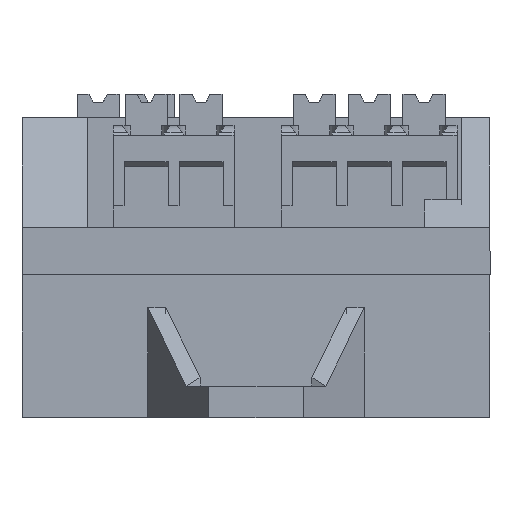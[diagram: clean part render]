
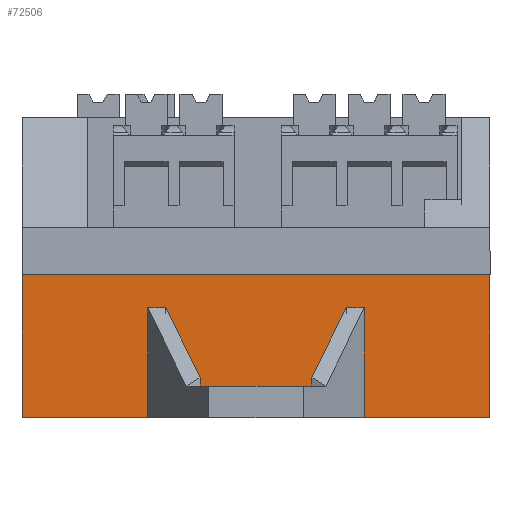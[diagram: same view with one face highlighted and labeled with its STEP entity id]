
A CAD part, left-side view. The second image highlights one B-rep face of the part: STEP entity #72506.
In plain terms, the highlighted face is planar.
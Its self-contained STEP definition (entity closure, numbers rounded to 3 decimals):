
#1277 = ORIENTED_EDGE ( 'NONE', *, *, #40213, .T. ) ;
#1508 = VECTOR ( 'NONE', #144855, 1000. ) ;
#3985 = LINE ( 'NONE', #7983, #153376 ) ;
#4688 = PLANE ( 'NONE',  #28288 ) ;
#7983 = CARTESIAN_POINT ( 'NONE',  ( 34.45, 2., -5.755 ) ) ;
#9018 = LINE ( 'NONE', #17106, #14681 ) ;
#9843 = CARTESIAN_POINT ( 'NONE',  ( 34.45, 7., 6.9 ) ) ;
#12370 = VECTOR ( 'NONE', #92105, 1000. ) ;
#13357 = VECTOR ( 'NONE', #154453, 1000. ) ;
#14681 = VECTOR ( 'NONE', #42193, 1000. ) ;
#16145 = VERTEX_POINT ( 'NONE', #56880 ) ;
#17106 = CARTESIAN_POINT ( 'NONE',  ( 34.45, 2., 5.755 ) ) ;
#17715 = VERTEX_POINT ( 'NONE', #76572 ) ;
#18117 = EDGE_CURVE ( 'NONE', #17715, #151848, #63718, .T. ) ;
#18155 = CARTESIAN_POINT ( 'NONE',  ( 34.45, 0., 14.9 ) ) ;
#20489 = CARTESIAN_POINT ( 'NONE',  ( 34.45, 7., -6.9 ) ) ;
#21479 = LINE ( 'NONE', #148992, #143992 ) ;
#23457 = CARTESIAN_POINT ( 'NONE',  ( 34.45, 7., 6.9 ) ) ;
#24396 = LINE ( 'NONE', #110039, #1508 ) ;
#25374 = EDGE_CURVE ( 'NONE', #114951, #42590, #39241, .T. ) ;
#26036 = DIRECTION ( 'NONE',  ( 0., 0., -1. ) ) ;
#28288 = AXIS2_PLACEMENT_3D ( 'NONE', #78535, #52338, #29274 ) ;
#28889 = VERTEX_POINT ( 'NONE', #136726 ) ;
#29274 = DIRECTION ( 'NONE',  ( 0., 0., 1. ) ) ;
#32707 = ORIENTED_EDGE ( 'NONE', *, *, #153119, .F. ) ;
#32823 = EDGE_CURVE ( 'NONE', #106541, #42590, #83099, .T. ) ;
#36219 = VERTEX_POINT ( 'NONE', #52933 ) ;
#39018 = ORIENTED_EDGE ( 'NONE', *, *, #70246, .T. ) ;
#39241 = LINE ( 'NONE', #9843, #115933 ) ;
#40213 = EDGE_CURVE ( 'NONE', #81902, #108775, #64453, .T. ) ;
#40307 = ORIENTED_EDGE ( 'NONE', *, *, #67658, .T. ) ;
#41856 = EDGE_CURVE ( 'NONE', #36219, #81902, #94710, .T. ) ;
#41948 = LINE ( 'NONE', #132279, #76346 ) ;
#42193 = DIRECTION ( 'NONE',  ( 0., 0., 1. ) ) ;
#42590 = VERTEX_POINT ( 'NONE', #146390 ) ;
#51561 = DIRECTION ( 'NONE',  ( 0., 1., 0. ) ) ;
#52338 = DIRECTION ( 'NONE',  ( -1., 0., 0. ) ) ;
#52933 = CARTESIAN_POINT ( 'NONE',  ( 34.45, 9.1, 14.9 ) ) ;
#56880 = CARTESIAN_POINT ( 'NONE',  ( 34.45, 0., -6.9 ) ) ;
#57084 = CARTESIAN_POINT ( 'NONE',  ( 34.45, 7., 6.9 ) ) ;
#58333 = CARTESIAN_POINT ( 'NONE',  ( 34.45, 9.1, -14.9 ) ) ;
#60936 = VERTEX_POINT ( 'NONE', #58333 ) ;
#60940 = DIRECTION ( 'NONE',  ( 0., 0., -1. ) ) ;
#62724 = ORIENTED_EDGE ( 'NONE', *, *, #95919, .F. ) ;
#63718 = LINE ( 'NONE', #23457, #92420 ) ;
#63923 = DIRECTION ( 'NONE',  ( 0., 0., -1. ) ) ;
#64453 = LINE ( 'NONE', #111686, #85450 ) ;
#67658 = EDGE_CURVE ( 'NONE', #28889, #17715, #3985, .T. ) ;
#67982 = FACE_OUTER_BOUND ( 'NONE', #137247, .T. ) ;
#70010 = VECTOR ( 'NONE', #91679, 1000. ) ;
#70246 = EDGE_CURVE ( 'NONE', #60936, #36219, #24396, .T. ) ;
#71167 = VERTEX_POINT ( 'NONE', #91630 ) ;
#72506 = ADVANCED_FACE ( 'NONE', ( #67982 ), #4688, .F. ) ;
#76346 = VECTOR ( 'NONE', #107685, 1000. ) ;
#76572 = CARTESIAN_POINT ( 'NONE',  ( 34.45, 7., -5.755 ) ) ;
#77483 = CARTESIAN_POINT ( 'NONE',  ( 34.45, 7., 6.9 ) ) ;
#78535 = CARTESIAN_POINT ( 'NONE',  ( 34.45, 16.1, -14.9 ) ) ;
#81902 = VERTEX_POINT ( 'NONE', #18155 ) ;
#83099 = LINE ( 'NONE', #124868, #144353 ) ;
#85450 = VECTOR ( 'NONE', #26036, 1000. ) ;
#88160 = ORIENTED_EDGE ( 'NONE', *, *, #41856, .T. ) ;
#88427 = ORIENTED_EDGE ( 'NONE', *, *, #25374, .T. ) ;
#89448 = EDGE_CURVE ( 'NONE', #16145, #71167, #21479, .T. ) ;
#89458 = ORIENTED_EDGE ( 'NONE', *, *, #32823, .F. ) ;
#91630 = CARTESIAN_POINT ( 'NONE',  ( 34.45, 0., -14.9 ) ) ;
#91679 = DIRECTION ( 'NONE',  ( 0., -1., 0. ) ) ;
#92105 = DIRECTION ( 'NONE',  ( 0., -1., 0. ) ) ;
#92420 = VECTOR ( 'NONE', #60940, 1000. ) ;
#94710 = LINE ( 'NONE', #140255, #12370 ) ;
#94893 = LINE ( 'NONE', #20489, #70010 ) ;
#95487 = DIRECTION ( 'NONE',  ( 0., 0., -1. ) ) ;
#95919 = EDGE_CURVE ( 'NONE', #114951, #108775, #118729, .T. ) ;
#98854 = ORIENTED_EDGE ( 'NONE', *, *, #18117, .T. ) ;
#102293 = ORIENTED_EDGE ( 'NONE', *, *, #134296, .F. ) ;
#103377 = CARTESIAN_POINT ( 'NONE',  ( 34.45, 2., 5.755 ) ) ;
#104134 = EDGE_CURVE ( 'NONE', #151848, #16145, #94893, .T. ) ;
#106541 = VERTEX_POINT ( 'NONE', #103377 ) ;
#107685 = DIRECTION ( 'NONE',  ( 0., -1., 0. ) ) ;
#108775 = VERTEX_POINT ( 'NONE', #109644 ) ;
#109114 = ORIENTED_EDGE ( 'NONE', *, *, #89448, .T. ) ;
#109644 = CARTESIAN_POINT ( 'NONE',  ( 34.45, 0., 6.9 ) ) ;
#110039 = CARTESIAN_POINT ( 'NONE',  ( 34.45, 9.1, -14.9 ) ) ;
#111686 = CARTESIAN_POINT ( 'NONE',  ( 34.45, 0., -14.9 ) ) ;
#114951 = VERTEX_POINT ( 'NONE', #77483 ) ;
#115933 = VECTOR ( 'NONE', #95487, 1000. ) ;
#115992 = CARTESIAN_POINT ( 'NONE',  ( 34.45, 7., -6.9 ) ) ;
#117910 = ORIENTED_EDGE ( 'NONE', *, *, #104134, .T. ) ;
#118729 = LINE ( 'NONE', #57084, #13357 ) ;
#124868 = CARTESIAN_POINT ( 'NONE',  ( 34.45, 2., 5.755 ) ) ;
#132279 = CARTESIAN_POINT ( 'NONE',  ( 34.45, 16.1, -14.9 ) ) ;
#134296 = EDGE_CURVE ( 'NONE', #28889, #106541, #9018, .T. ) ;
#136726 = CARTESIAN_POINT ( 'NONE',  ( 34.45, 2., -5.755 ) ) ;
#137247 = EDGE_LOOP ( 'NONE', ( #62724, #88427, #89458, #102293, #40307, #98854, #117910, #109114, #32707, #39018, #88160, #1277 ) ) ;
#140255 = CARTESIAN_POINT ( 'NONE',  ( 34.45, 16.1, 14.9 ) ) ;
#143992 = VECTOR ( 'NONE', #63923, 1000. ) ;
#144353 = VECTOR ( 'NONE', #51561, 1000. ) ;
#144855 = DIRECTION ( 'NONE',  ( 0., 0., 1. ) ) ;
#146390 = CARTESIAN_POINT ( 'NONE',  ( 34.45, 7., 5.755 ) ) ;
#148992 = CARTESIAN_POINT ( 'NONE',  ( 34.45, 0., -14.9 ) ) ;
#151848 = VERTEX_POINT ( 'NONE', #115992 ) ;
#153119 = EDGE_CURVE ( 'NONE', #60936, #71167, #41948, .T. ) ;
#153376 = VECTOR ( 'NONE', #153524, 1000. ) ;
#153524 = DIRECTION ( 'NONE',  ( 0., 1., 0. ) ) ;
#154453 = DIRECTION ( 'NONE',  ( 0., -1., 0. ) ) ;
